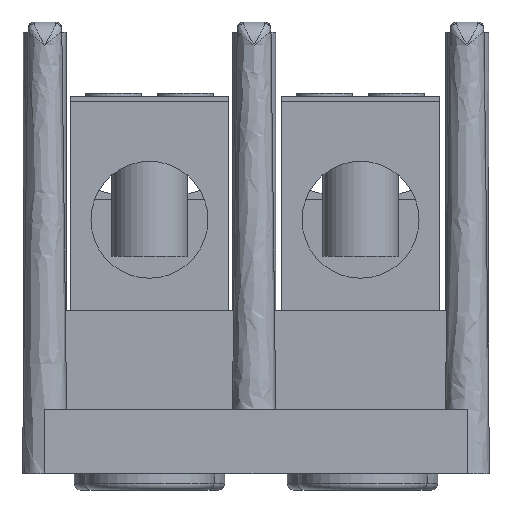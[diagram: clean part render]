
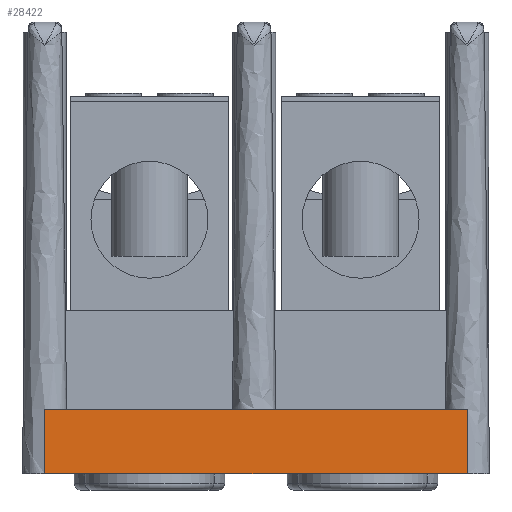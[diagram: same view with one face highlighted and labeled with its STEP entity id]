
A CAD part, front view. The second image highlights one B-rep face of the part: STEP entity #28422.
In plain terms, the highlighted planar face has unit normal (0, -1, 0.018).
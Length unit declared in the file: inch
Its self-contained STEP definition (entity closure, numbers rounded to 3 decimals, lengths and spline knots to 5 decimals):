
#634 = DIRECTION ( 'NONE',  ( 0., -0.017, -1. ) ) ;
#1360 = VERTEX_POINT ( 'NONE', #15793 ) ;
#1906 = CARTESIAN_POINT ( 'NONE',  ( 0., -1.41966, -2. ) ) ;
#1913 = LINE ( 'NONE', #1906, #7758 ) ;
#2157 = VERTEX_POINT ( 'NONE', #18727 ) ;
#3197 = VECTOR ( 'NONE', #24848, 39.37008 ) ;
#3386 = EDGE_CURVE ( 'NONE', #2157, #17947, #1913, .T. ) ;
#3745 = CARTESIAN_POINT ( 'NONE',  ( -0.40501, -1.41966, -2. ) ) ;
#3801 = VERTEX_POINT ( 'NONE', #16803 ) ;
#6209 = DIRECTION ( 'NONE',  ( 1., 0., 0. ) ) ;
#6582 = CARTESIAN_POINT ( 'NONE',  ( 1.23002, -1.41966, -2. ) ) ;
#7358 = EDGE_CURVE ( 'NONE', #3801, #10523, #11420, .T. ) ;
#7758 = VECTOR ( 'NONE', #15014, 39.37008 ) ;
#8925 = ORIENTED_EDGE ( 'NONE', *, *, #7358, .T. ) ;
#9615 = FACE_OUTER_BOUND ( 'NONE', #20485, .T. ) ;
#10334 = CARTESIAN_POINT ( 'NONE',  ( -0.40501, -1.42257, -2.16667 ) ) ;
#10523 = VERTEX_POINT ( 'NONE', #18642 ) ;
#11420 = B_SPLINE_CURVE_WITH_KNOTS ( 'NONE', 3,
 ( #3745, #21372, #10334, #25753 ),
 .UNSPECIFIED., .F., .F.,
 ( 4, 4 ),
 ( 0., 1. ),
 .UNSPECIFIED. ) ;
#12307 = EDGE_CURVE ( 'NONE', #1360, #17947, #12623, .T. ) ;
#12623 = B_SPLINE_CURVE_WITH_KNOTS ( 'NONE', 3,
 ( #26287, #28467, #19738, #6582 ),
 .UNSPECIFIED., .F., .F.,
 ( 4, 4 ),
 ( 0., 1. ),
 .UNSPECIFIED. ) ;
#13646 = PLANE ( 'NONE',  #24379 ) ;
#13744 = DIRECTION ( 'NONE',  ( 0., -1., 0.017 ) ) ;
#14028 = EDGE_CURVE ( 'NONE', #3801, #2157, #22212, .T. ) ;
#14206 = EDGE_CURVE ( 'NONE', #10523, #1360, #20750, .T. ) ;
#15014 = DIRECTION ( 'NONE',  ( 1., 0., 0. ) ) ;
#15793 = CARTESIAN_POINT ( 'NONE',  ( 1.23003, -1.42402, -2.25 ) ) ;
#16803 = CARTESIAN_POINT ( 'NONE',  ( -0.40501, -1.41966, -2. ) ) ;
#17399 = ORIENTED_EDGE ( 'NONE', *, *, #3386, .F. ) ;
#17602 = ORIENTED_EDGE ( 'NONE', *, *, #12307, .T. ) ;
#17947 = VERTEX_POINT ( 'NONE', #25670 ) ;
#18642 = CARTESIAN_POINT ( 'NONE',  ( -0.40501, -1.42402, -2.25 ) ) ;
#18727 = CARTESIAN_POINT ( 'NONE',  ( 0.40499, -1.41966, -2. ) ) ;
#19453 = CARTESIAN_POINT ( 'NONE',  ( 0., -1.41966, -2. ) ) ;
#19738 = CARTESIAN_POINT ( 'NONE',  ( 1.23003, -1.42111, -2.08333 ) ) ;
#19795 = ORIENTED_EDGE ( 'NONE', *, *, #14206, .T. ) ;
#20485 = EDGE_LOOP ( 'NONE', ( #19795, #17602, #17399, #23329, #8925 ) ) ;
#20750 = LINE ( 'NONE', #22690, #3197 ) ;
#21372 = CARTESIAN_POINT ( 'NONE',  ( -0.40501, -1.42111, -2.08333 ) ) ;
#21501 = VECTOR ( 'NONE', #6209, 39.37008 ) ;
#22212 = LINE ( 'NONE', #19453, #21501 ) ;
#22690 = CARTESIAN_POINT ( 'NONE',  ( 0., -1.42402, -2.25 ) ) ;
#23329 = ORIENTED_EDGE ( 'NONE', *, *, #14028, .F. ) ;
#24379 = AXIS2_PLACEMENT_3D ( 'NONE', #26935, #13744, #634 ) ;
#24848 = DIRECTION ( 'NONE',  ( 1., 0., 0. ) ) ;
#25670 = CARTESIAN_POINT ( 'NONE',  ( 1.23002, -1.41966, -2. ) ) ;
#25753 = CARTESIAN_POINT ( 'NONE',  ( -0.40501, -1.42402, -2.25 ) ) ;
#26287 = CARTESIAN_POINT ( 'NONE',  ( 1.23003, -1.42402, -2.25 ) ) ;
#26935 = CARTESIAN_POINT ( 'NONE',  ( 0., -1.42402, -2.25 ) ) ;
#28422 = ADVANCED_FACE ( 'NONE', ( #9615 ), #13646, .T. ) ;
#28467 = CARTESIAN_POINT ( 'NONE',  ( 1.23003, -1.42257, -2.16667 ) ) ;
